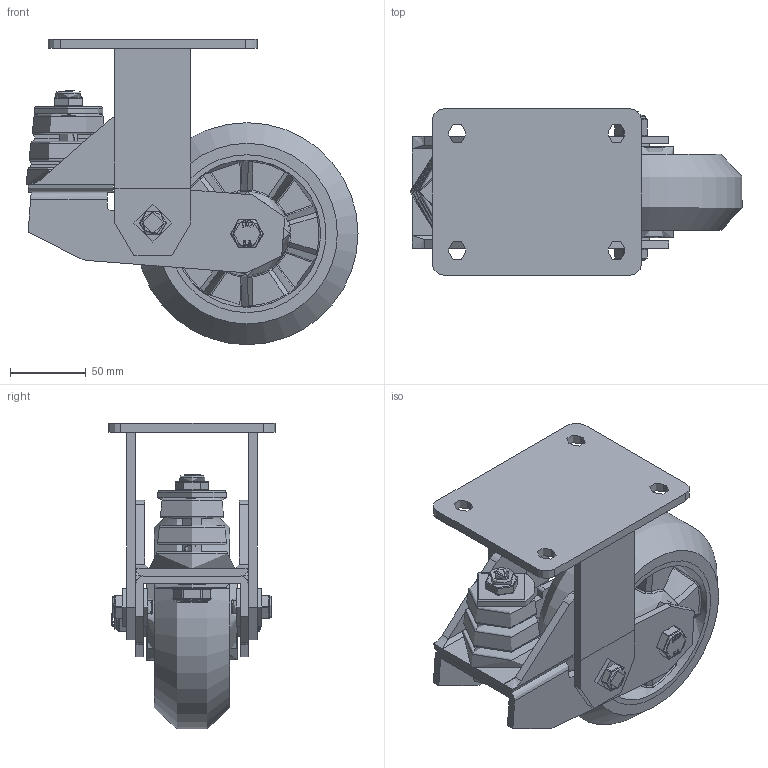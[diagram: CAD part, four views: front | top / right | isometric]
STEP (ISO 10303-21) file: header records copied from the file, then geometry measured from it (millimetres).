
FILE_DESCRIPTION(/* description */ (''),/* implementation_level */ '2;1');
FILE_NAME(/* name */ 'BZKFL150RSPABJSPR200.step',/* time_stamp */ '2024-10-10T12:06:18+01:00',/* author */ (''),/* organization */ (''),/* preprocessor_version */ 'ST-DEVELOPER v20',/* originating_system */ 'Autodesk Translation Framework v13.20.0.188',/* authorisation */ '');
FILE_SCHEMA (('AUTOMOTIVE_DESIGN { 1 0 10303 214 3 1 1 }'));
Products named in the file (38): BZKFL150RSPABJSPR200; BZKFL150ASSPR200 v1; BZKFL150ASSPR200; FABRICATED STEEL BRACKET; FABRICATED STEEL BRACKET Geometry; WASHER; NUT; BOLT; WASHER2; BOLT2; BLACK RUBBER SPRING; RUBBER; METAL; BZH150WRSPABJM20 v1; POLYURETHANE TYRE; ALUMINIUM RIM; BEARING6204; BEARING62042; BALL BEARINGS; BEARING6204 (1); BEARING62042 (1); BALL BEARINGS (1); Component3; INNER; OUTER; MIDDLE; RUBBER (1); BEARING SPACER; TH20X2X12 v1; ZINC PLATED HEADED SPACER; TH20X2X12 v1 (1); ZINC PLATED HEADED SPACER (1); HEXBOLTM12X90Z8.8 v2; GRADE 8.8 ZINC PLATED BOLT; NYLOCM12Z14MM v1; NYLOC NUT; NUT (1); RUBBER (2)
Assembly tree (60 placements, depth 6):
  BZKFL150RSPABJSPR200
    BZKFL150ASSPR200 v1
      BZKFL150ASSPR200
      FABRICATED STEEL BRACKET
        FABRICATED STEEL BRACKET Geometry
        WASHER
        NUT
        BOLT
        WASHER2  x4
        BOLT2  x2
      BLACK RUBBER SPRING
        RUBBER
        METAL
    BZH150WRSPABJM20 v1
      POLYURETHANE TYRE
      ALUMINIUM RIM
      BEARING6204
        BEARING62042
          INNER
          OUTER
          BALL BEARINGS
            Component3  x8
          MIDDLE
          RUBBER (1)
      BEARING6204 (1)
        BEARING62042 (1)
          BALL BEARINGS (1)
            Component3  x8
          INNER
          OUTER
          MIDDLE
          RUBBER (1)
      BEARING SPACER
    TH20X2X12 v1
      ZINC PLATED HEADED SPACER
    TH20X2X12 v1 (1)
      ZINC PLATED HEADED SPACER (1)
    HEXBOLTM12X90Z8.8 v2
      GRADE 8.8 ZINC PLATED BOLT
    NYLOCM12Z14MM v1
      NYLOC NUT
        NUT (1)
        RUBBER (2)
Bounding box: 218.7 x 110 x 201.11 mm (x, y, z)
Volume: 988008.8 mm3; surface area: 324248.4 mm2
Topology: 47 solids, 47 shells, 1565 faces, 3894 edges, 2497 vertices
Faces by surface type: plane 505, bspline 499, cylinder 365, sphere 124, torus 65, cone 7
Full cylindrical faces by diameter (mm): 8 x32, 9.836 x16, 10 x65, 11.834 x16, 12 x9, 12.2 x2, 12.75 x2, 14 x2, 17 x1, 17.75 x1, 18.5 x1, 19.8 x2, 20 x4, 24 x1, 25 x6, 27 x2, 28.5 x8, 30.8 x4, 31.3 x4, 40 x1, 40.3 x4, 40.5 x4, 40.8 x4, 42 x10, 45 x1, 47 x4, 50 x1, 55.5 x1, 56 x1, 95 x1
Entity records: 146190 total; most frequent: CARTESIAN_POINT 120087, ORIENTED_EDGE 5586, DIRECTION 4522, EDGE_CURVE 2793, VERTEX_POINT 1778, AXIS2_PLACEMENT_3D 1757, EDGE_LOOP 1301, FACE_OUTER_BOUND 1144
